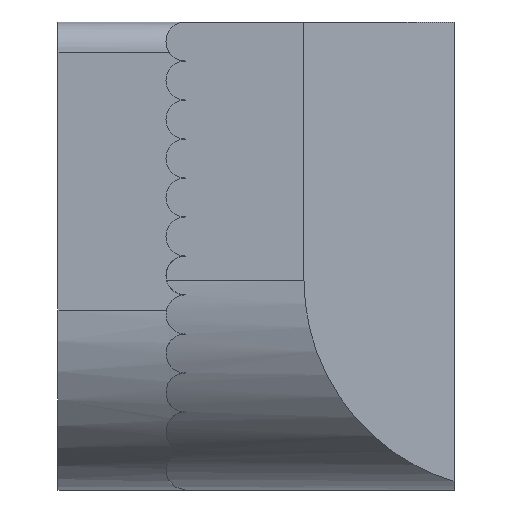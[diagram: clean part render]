
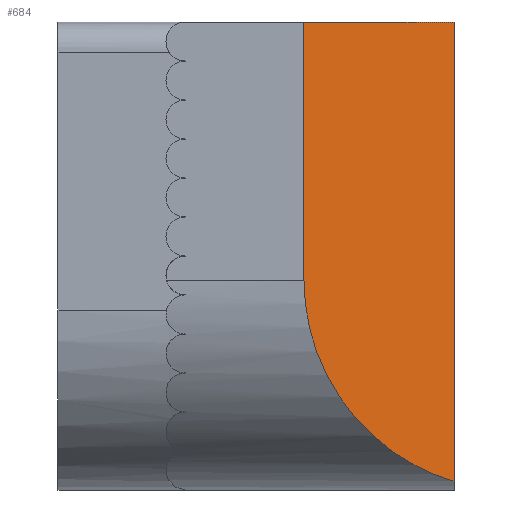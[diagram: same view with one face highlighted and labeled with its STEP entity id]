
A CAD part, left-side view. The second image highlights one B-rep face of the part: STEP entity #684.
In plain terms, the highlighted planar face has unit normal (-0.707, -0.707, 0).
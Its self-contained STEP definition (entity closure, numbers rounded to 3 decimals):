
#55 = CARTESIAN_POINT ( 'NONE',  ( -7.8, -2.3, 3.9 ) ) ;
#188 = AXIS2_PLACEMENT_3D ( 'NONE', #2205, #2210, #2211 ) ;
#502 = EDGE_CURVE ( 'NONE', #1595, #1591, #2544, .T. ) ;
#504 = EDGE_CURVE ( 'NONE', #1591, #1590, #887, .T. ) ;
#505 = EDGE_CURVE ( 'NONE', #1589, #1590, #2507, .T. ) ;
#506 = EDGE_CURVE ( 'NONE', #1595, #1589, #2514, .T. ) ;
#684 = ADVANCED_FACE ( 'NONE', ( #2420 ), #2208, .F. ) ;
#745 = DIRECTION ( 'NONE',  ( 0., 0., -1. ) ) ;
#746 = CARTESIAN_POINT ( 'NONE',  ( -6.84, -3.26, -3.295 ) ) ;
#748 = CARTESIAN_POINT ( 'NONE',  ( -7.8, -2.3, -2.007 ) ) ;
#749 = CARTESIAN_POINT ( 'NONE',  ( -7.8, -2.3, 3.9 ) ) ;
#750 = CARTESIAN_POINT ( 'NONE',  ( -7.8, -2.3, -0.4 ) ) ;
#751 = CARTESIAN_POINT ( 'NONE',  ( -5.3, -4.8, -3.754 ) ) ;
#752 = CARTESIAN_POINT ( 'NONE',  ( -5.3, -4.8, 3.9 ) ) ;
#754 = DIRECTION ( 'NONE',  ( 0., 0., -1. ) ) ;
#755 = DIRECTION ( 'NONE',  ( 0.707, -0.707, 0. ) ) ;
#887 =( BOUNDED_CURVE ( )  B_SPLINE_CURVE ( 3, ( #750, #748, #746, #751 ),
 .UNSPECIFIED., .F., .F. ) 
 B_SPLINE_CURVE_WITH_KNOTS ( ( 4, 4 ),
 ( 0., 1.281 ),
 .UNSPECIFIED. ) 
 CURVE ( )  GEOMETRIC_REPRESENTATION_ITEM ( )  RATIONAL_B_SPLINE_CURVE ( ( 1., 0.868, 0.868, 1. ) ) 
 REPRESENTATION_ITEM ( '' )  );
#1115 = CARTESIAN_POINT ( 'NONE',  ( -5.3, -4.8, 3.9 ) ) ;
#1116 = CARTESIAN_POINT ( 'NONE',  ( -5.3, -4.8, -3.754 ) ) ;
#1117 = CARTESIAN_POINT ( 'NONE',  ( -7.8, -2.3, -0.4 ) ) ;
#1121 = CARTESIAN_POINT ( 'NONE',  ( -7.8, -2.3, 3.9 ) ) ;
#1589 = VERTEX_POINT ( 'NONE', #1115 ) ;
#1590 = VERTEX_POINT ( 'NONE', #1116 ) ;
#1591 = VERTEX_POINT ( 'NONE', #1117 ) ;
#1595 = VERTEX_POINT ( 'NONE', #1121 ) ;
#2079 = EDGE_LOOP ( 'NONE', ( #2091, #2090, #2089, #2088 ) ) ;
#2088 = ORIENTED_EDGE ( 'NONE', *, *, #506, .F. ) ;
#2089 = ORIENTED_EDGE ( 'NONE', *, *, #505, .F. ) ;
#2090 = ORIENTED_EDGE ( 'NONE', *, *, #504, .T. ) ;
#2091 = ORIENTED_EDGE ( 'NONE', *, *, #502, .T. ) ;
#2205 = CARTESIAN_POINT ( 'NONE',  ( -7.8, -2.3, 3.9 ) ) ;
#2208 = PLANE ( 'NONE',  #188 ) ;
#2210 = DIRECTION ( 'NONE',  ( 0.707, 0.707, 0. ) ) ;
#2211 = DIRECTION ( 'NONE',  ( -0.707, 0.707, 0. ) ) ;
#2420 = FACE_OUTER_BOUND ( 'NONE', #2079, .T. ) ;
#2505 = VECTOR ( 'NONE', #755, 1000. ) ;
#2507 = LINE ( 'NONE', #752, #2522 ) ;
#2514 = LINE ( 'NONE', #749, #2505 ) ;
#2522 = VECTOR ( 'NONE', #754, 1000. ) ;
#2543 = VECTOR ( 'NONE', #745, 1000. ) ;
#2544 = LINE ( 'NONE', #55, #2543 ) ;
